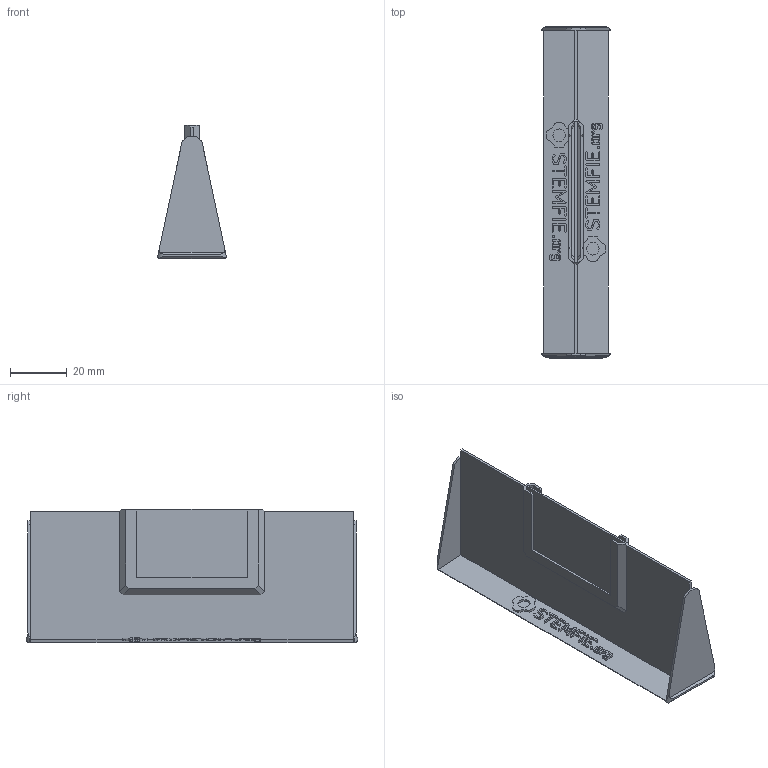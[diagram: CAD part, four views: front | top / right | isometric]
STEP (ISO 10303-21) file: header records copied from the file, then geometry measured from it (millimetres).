
FILE_DESCRIPTION(('FreeCAD Model'),'2;1');
FILE_NAME('Open CASCADE Shape Model','2023-03-08T21:41:49',(''),(''), 'Open CASCADE STEP processor 7.6','FreeCAD','Unknown');
FILE_SCHEMA(('AUTOMOTIVE_DESIGN { 1 0 10303 214 1 1 1 1 }'));
Products named in the file (1): Parts Storage Drawer Section Divider TRV BU09.00x03.75 - SPN-TOL-0051 
(stemfie.org)
Bounding box: 24.2 x 116.61 x 46.8 mm (x, y, z)
Volume: 7954.9 mm3; surface area: 20900.2 mm2
Topology: 1 solids, 1 shells, 751 faces, 2113 edges, 1410 vertices
Faces by surface type: plane 601, extrusion 146, cylinder 4
Entity records: 53674 total; most frequent: CARTESIAN_POINT 12829, DIRECTION 6777, VECTOR 5525, LINE 5379, ORIENTED_EDGE 4226, PCURVE 4226, DEFINITIONAL_REPRESENTATION 4226, EDGE_CURVE 2113
